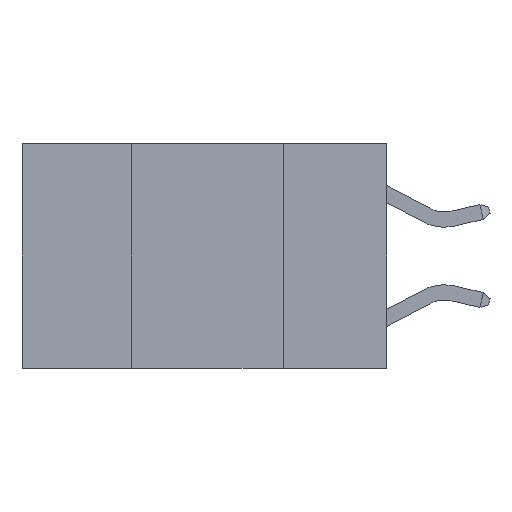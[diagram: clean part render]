
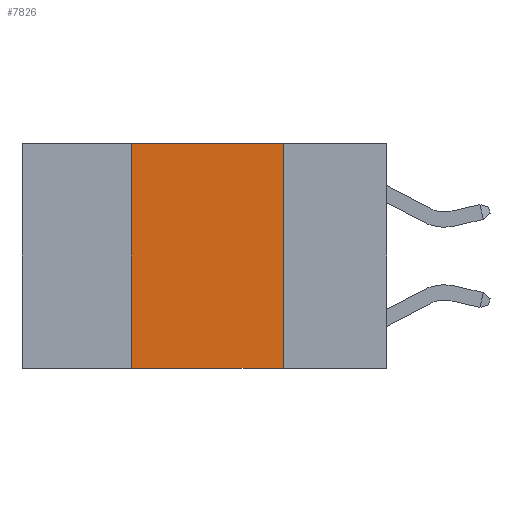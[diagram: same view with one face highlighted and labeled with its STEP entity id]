
A CAD part, left-side view. The second image highlights one B-rep face of the part: STEP entity #7826.
In plain terms, the highlighted planar face has unit normal (-1, 0, 0).
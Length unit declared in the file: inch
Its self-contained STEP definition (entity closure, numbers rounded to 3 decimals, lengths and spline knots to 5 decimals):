
#229 = DIRECTION ( 'NONE',  ( 0., -1., 0. ) ) ;
#408 = CARTESIAN_POINT ( 'NONE',  ( 0., 0.17, 0. ) ) ;
#514 = ORIENTED_EDGE ( 'NONE', *, *, #11249, .F. ) ;
#794 = CARTESIAN_POINT ( 'NONE',  ( 0., 0.17, 0. ) ) ;
#831 = VECTOR ( 'NONE', #14840, 39.37008 ) ;
#1270 = VERTEX_POINT ( 'NONE', #408 ) ;
#1951 = AXIS2_PLACEMENT_3D ( 'NONE', #13343, #5352, #9880 ) ;
#1969 = LINE ( 'NONE', #14739, #11310 ) ;
#2064 = VECTOR ( 'NONE', #7306, 39.37008 ) ;
#2732 = CARTESIAN_POINT ( 'NONE',  ( 0., 0.42, 0. ) ) ;
#3353 = VECTOR ( 'NONE', #229, 39.37008 ) ;
#3559 = LINE ( 'NONE', #11748, #3353 ) ;
#3729 = LINE ( 'NONE', #2732, #2064 ) ;
#4337 = DIRECTION ( 'NONE',  ( 0., -1., 0. ) ) ;
#5272 = PLANE ( 'NONE',  #1951 ) ;
#5352 = DIRECTION ( 'NONE',  ( 1., 0., 0. ) ) ;
#6254 = FACE_OUTER_BOUND ( 'NONE', #8290, .T. ) ;
#7306 = DIRECTION ( 'NONE',  ( 0., 0., 1. ) ) ;
#7567 = ORIENTED_EDGE ( 'NONE', *, *, #8561, .F. ) ;
#7826 = ADVANCED_FACE ( 'NONE', ( #6254 ), #5272, .F. ) ;
#8290 = EDGE_LOOP ( 'NONE', ( #514, #7567, #10243, #8613 ) ) ;
#8561 = EDGE_CURVE ( 'NONE', #9734, #1270, #3559, .T. ) ;
#8613 = ORIENTED_EDGE ( 'NONE', *, *, #13501, .T. ) ;
#8989 = CARTESIAN_POINT ( 'NONE',  ( 0., 0.17, -0.37 ) ) ;
#9734 = VERTEX_POINT ( 'NONE', #13604 ) ;
#9880 = DIRECTION ( 'NONE',  ( 0., 0., -1. ) ) ;
#10243 = ORIENTED_EDGE ( 'NONE', *, *, #11969, .F. ) ;
#11249 = EDGE_CURVE ( 'NONE', #1270, #11641, #13642, .T. ) ;
#11310 = VECTOR ( 'NONE', #4337, 39.37008 ) ;
#11463 = CARTESIAN_POINT ( 'NONE',  ( 0., 0.42, -0.37 ) ) ;
#11641 = VERTEX_POINT ( 'NONE', #8989 ) ;
#11748 = CARTESIAN_POINT ( 'NONE',  ( 0., 0.6, 0. ) ) ;
#11969 = EDGE_CURVE ( 'NONE', #13581, #9734, #3729, .T. ) ;
#13343 = CARTESIAN_POINT ( 'NONE',  ( 0., 0.6, 0. ) ) ;
#13501 = EDGE_CURVE ( 'NONE', #13581, #11641, #1969, .T. ) ;
#13581 = VERTEX_POINT ( 'NONE', #11463 ) ;
#13604 = CARTESIAN_POINT ( 'NONE',  ( 0., 0.42, 0. ) ) ;
#13642 = LINE ( 'NONE', #794, #831 ) ;
#14739 = CARTESIAN_POINT ( 'NONE',  ( 0., 0.6, -0.37 ) ) ;
#14840 = DIRECTION ( 'NONE',  ( 0., 0., -1. ) ) ;
